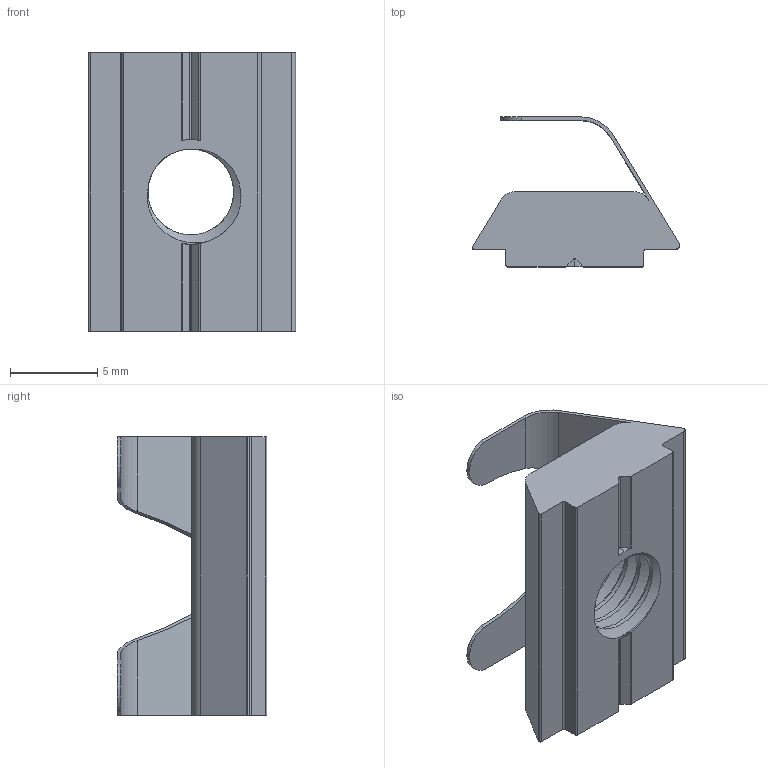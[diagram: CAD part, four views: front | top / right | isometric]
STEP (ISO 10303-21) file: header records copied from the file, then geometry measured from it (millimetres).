
FILE_DESCRIPTION (( 'STEP AP203' ), '1' );
FILE_NAME ('Ñóõàðü ïàçîâûé ïàç8 ì6 AL-2A12.A31A.01.STEP', '2024-08-02T05:06:39', ( '' ), ( '' ), 'SwSTEP 2.0', 'SolidWorks 2021', '' );
FILE_SCHEMA (( 'CONFIG_CONTROL_DESIGN' ));
Length unit declared in the file: millimetre
Products named in the file (1): Ñóõàðü ïàçîâûé ïàç8 ì6 AL-2A12.A31A.01
Bounding box: 11.89 x 8.59 x 16 mm (x, y, z)
Volume: 571.8 mm3; surface area: 803.3 mm2
Topology: 1 solids, 1 shells, 66 faces, 193 edges, 127 vertices
Faces by surface type: cylinder 42, plane 21, bspline 3
Entity records: 3723 total; most frequent: CARTESIAN_POINT 1987, ORIENTED_EDGE 386, DIRECTION 321, EDGE_CURVE 193, VERTEX_POINT 127, AXIS2_PLACEMENT_3D 116, LINE 89, VECTOR 89
